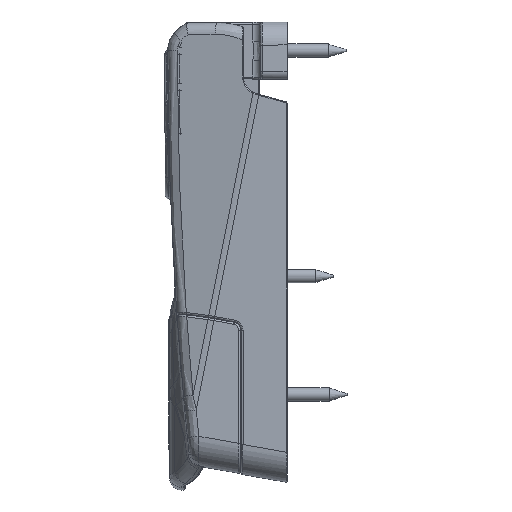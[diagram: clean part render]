
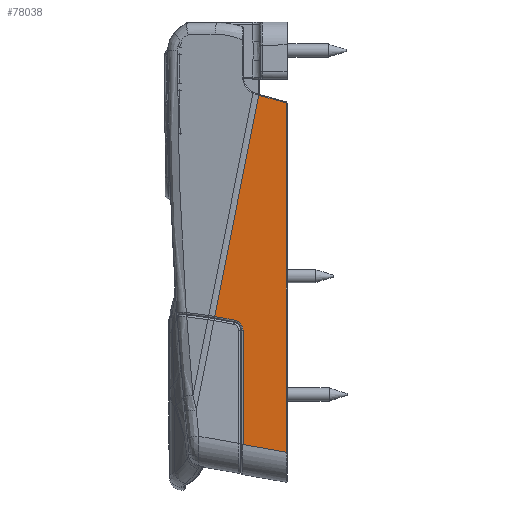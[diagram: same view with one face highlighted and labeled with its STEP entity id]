
A CAD part, left-side view. The second image highlights one B-rep face of the part: STEP entity #78038.
In plain terms, the highlighted planar face has unit normal (-0.999, 0, -0.035).
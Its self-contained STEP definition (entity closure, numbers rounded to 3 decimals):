
#1405 = CARTESIAN_POINT ( 'NONE',  ( -41.248, 0.2, -105.121 ) ) ;
#1428 = CARTESIAN_POINT ( 'NONE',  ( -41.318, 11.55, -103.119 ) ) ;
#1506 = CARTESIAN_POINT ( 'NONE',  ( -42.365, 11.55, -73.135 ) ) ;
#1507 = CARTESIAN_POINT ( 'NONE',  ( -42.455, 13.616, -70.562 ) ) ;
#1525 = CARTESIAN_POINT ( 'NONE',  ( -44.434, 0.2, -13.888 ) ) ;
#1549 = CARTESIAN_POINT ( 'NONE',  ( -44.512, 7.464, -11.659 ) ) ;
#1677 = CARTESIAN_POINT ( 'NONE',  ( -42.489, 18.935, -69.582 ) ) ;
#1721 = CARTESIAN_POINT ( 'NONE',  ( -44.444, 0.42, -13.599 ) ) ;
#14455 =( BOUNDED_CURVE ( )  B_SPLINE_CURVE ( 3, ( #28623, #28662, #28664, #28666 ),
 .UNSPECIFIED., .F., .F. ) 
 B_SPLINE_CURVE_WITH_KNOTS ( ( 4, 4 ),
 ( 4.712, 6.014 ),
 .UNSPECIFIED. ) 
 CURVE ( )  GEOMETRIC_REPRESENTATION_ITEM ( )  RATIONAL_B_SPLINE_CURVE ( ( 1., 0.864, 0.864, 1. ) ) 
 REPRESENTATION_ITEM ( '' )  );
#14461 =( BOUNDED_CURVE ( )  B_SPLINE_CURVE ( 3, ( #28640, #28741, #28743, #28745 ),
 .UNSPECIFIED., .F., .T. ) 
 B_SPLINE_CURVE_WITH_KNOTS ( ( 4, 4 ),
 ( 1.571, 2.967 ),
 .UNSPECIFIED. ) 
 CURVE ( )  GEOMETRIC_REPRESENTATION_ITEM ( )  RATIONAL_B_SPLINE_CURVE ( ( 1., 0.844, 0.844, 1. ) ) 
 REPRESENTATION_ITEM ( '' )  );
#28623 = CARTESIAN_POINT ( 'NONE',  ( -44.434, 0.2, -13.888 ) ) ;
#28640 = CARTESIAN_POINT ( 'NONE',  ( -42.365, 11.55, -73.135 ) ) ;
#28662 = CARTESIAN_POINT ( 'NONE',  ( -44.439, 0.2, -13.748 ) ) ;
#28664 = CARTESIAN_POINT ( 'NONE',  ( -44.443, 0.285, -13.636 ) ) ;
#28666 = CARTESIAN_POINT ( 'NONE',  ( -44.444, 0.42, -13.599 ) ) ;
#28703 = CARTESIAN_POINT ( 'NONE',  ( -42.476, 19.01, -69.957 ) ) ;
#28705 = DIRECTION ( 'NONE',  ( 0.034, 0.194, -0.98 ) ) ;
#28708 = CARTESIAN_POINT ( 'NONE',  ( -42.444, 11.983, -70.863 ) ) ;
#28710 = DIRECTION ( 'NONE',  ( 0.006, -0.983, -0.181 ) ) ;
#28713 = CARTESIAN_POINT ( 'NONE',  ( -44.5, 0.2, -12. ) ) ;
#28715 = DIRECTION ( 'NONE',  ( -0.035, 0., 0.999 ) ) ;
#28718 = CARTESIAN_POINT ( 'NONE',  ( -41.315, 11.1, -103.198 ) ) ;
#28722 = DIRECTION ( 'NONE',  ( 0.006, -0.985, -0.174 ) ) ;
#28728 = CARTESIAN_POINT ( 'NONE',  ( -44.512, 7.479, -11.655 ) ) ;
#28731 = DIRECTION ( 'NONE',  ( -0.009, 0.964, 0.266 ) ) ;
#28741 = CARTESIAN_POINT ( 'NONE',  ( -42.411, 11.55, -71.809 ) ) ;
#28743 = CARTESIAN_POINT ( 'NONE',  ( -42.447, 12.366, -70.793 ) ) ;
#28745 = CARTESIAN_POINT ( 'NONE',  ( -42.455, 13.616, -70.562 ) ) ;
#28750 = CARTESIAN_POINT ( 'NONE',  ( -41.321, 11.55, -103.031 ) ) ;
#28753 = DIRECTION ( 'NONE',  ( 0.035, 0., -0.999 ) ) ;
#29328 = VERTEX_POINT ( 'NONE', #1405 ) ;
#29351 = VERTEX_POINT ( 'NONE', #1428 ) ;
#29423 = VERTEX_POINT ( 'NONE', #1506 ) ;
#29425 = VERTEX_POINT ( 'NONE', #1507 ) ;
#29447 = VERTEX_POINT ( 'NONE', #1525 ) ;
#29470 = VERTEX_POINT ( 'NONE', #1549 ) ;
#29588 = VERTEX_POINT ( 'NONE', #1677 ) ;
#29622 = VERTEX_POINT ( 'NONE', #1721 ) ;
#30821 = VECTOR ( 'NONE', #28753, 1000. ) ;
#30825 = LINE ( 'NONE', #28750, #30821 ) ;
#30832 = LINE ( 'NONE', #28703, #30833 ) ;
#30833 = VECTOR ( 'NONE', #28705, 1000. ) ;
#30834 = LINE ( 'NONE', #28708, #30835 ) ;
#30835 = VECTOR ( 'NONE', #28710, 1000. ) ;
#30836 = LINE ( 'NONE', #28713, #30837 ) ;
#30837 = VECTOR ( 'NONE', #28715, 1000. ) ;
#30838 = LINE ( 'NONE', #28718, #30839 ) ;
#30839 = VECTOR ( 'NONE', #28722, 1000. ) ;
#30840 = LINE ( 'NONE', #28728, #30841 ) ;
#30841 = VECTOR ( 'NONE', #28731, 1000. ) ;
#32492 = EDGE_CURVE ( 'NONE', #29447, #29622, #14455, .T. ) ;
#32497 = EDGE_CURVE ( 'NONE', #29470, #29588, #30832, .T. ) ;
#32498 = EDGE_CURVE ( 'NONE', #29588, #29425, #30834, .T. ) ;
#32499 = EDGE_CURVE ( 'NONE', #29328, #29447, #30836, .T. ) ;
#32500 = EDGE_CURVE ( 'NONE', #29351, #29328, #30838, .T. ) ;
#32501 = EDGE_CURVE ( 'NONE', #29622, #29470, #30840, .T. ) ;
#32502 = EDGE_CURVE ( 'NONE', #29423, #29425, #14461, .T. ) ;
#32503 = EDGE_CURVE ( 'NONE', #29423, #29351, #30825, .T. ) ;
#41343 = ORIENTED_EDGE ( 'NONE', *, *, #32500, .T. ) ;
#41346 = ORIENTED_EDGE ( 'NONE', *, *, #32499, .T. ) ;
#41349 = ORIENTED_EDGE ( 'NONE', *, *, #32492, .T. ) ;
#41351 = ORIENTED_EDGE ( 'NONE', *, *, #32501, .T. ) ;
#41353 = ORIENTED_EDGE ( 'NONE', *, *, #32497, .T. ) ;
#41355 = ORIENTED_EDGE ( 'NONE', *, *, #32498, .T. ) ;
#41357 = ORIENTED_EDGE ( 'NONE', *, *, #32502, .F. ) ;
#41359 = ORIENTED_EDGE ( 'NONE', *, *, #32503, .T. ) ;
#62343 = FACE_OUTER_BOUND ( 'NONE', #193647, .T. ) ;
#64395 = CARTESIAN_POINT ( 'NONE',  ( -44.5, -5., -12. ) ) ;
#64418 = PLANE ( 'NONE',  #68885 ) ;
#64454 = DIRECTION ( 'NONE',  ( 0.999, 0., 0.035 ) ) ;
#64456 = DIRECTION ( 'NONE',  ( 0.035, 0., -0.999 ) ) ;
#68885 = AXIS2_PLACEMENT_3D ( 'NONE', #64395, #64454, #64456 ) ;
#78038 = ADVANCED_FACE ( 'NONE', ( #62343 ), #64418, .F. ) ;
#193647 = EDGE_LOOP ( 'NONE', ( #41343, #41346, #41349, #41351, #41353, #41355, #41357, #41359 ) ) ;
